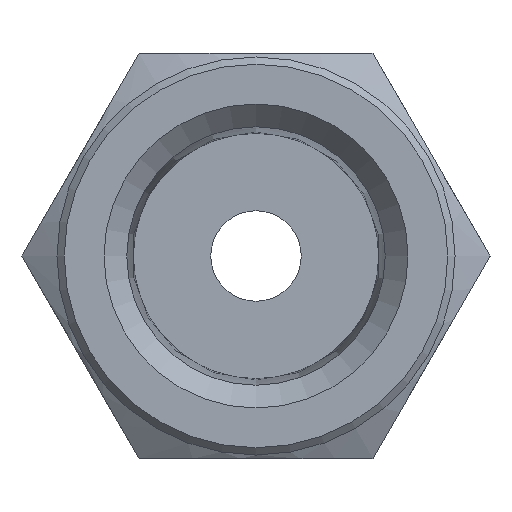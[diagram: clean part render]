
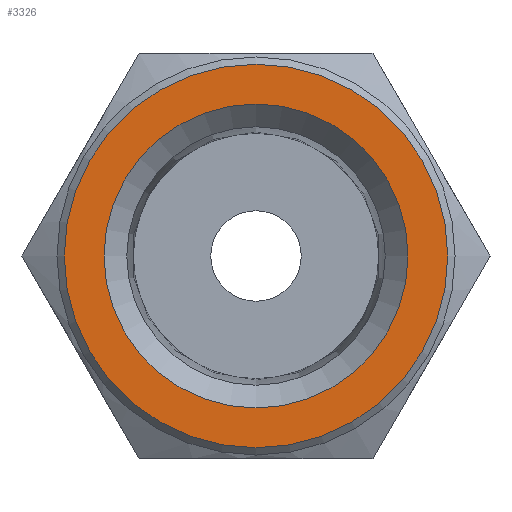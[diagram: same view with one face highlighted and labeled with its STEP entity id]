
A CAD part, left-side view. The second image highlights one B-rep face of the part: STEP entity #3326.
In plain terms, the highlighted planar face has unit normal (-1, 0, 0).
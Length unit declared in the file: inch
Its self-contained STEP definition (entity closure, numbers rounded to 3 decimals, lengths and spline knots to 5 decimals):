
#3231=CARTESIAN_POINT('',(0.0,0.,0.21));
#3232=VERTEX_POINT('',#3231);
#3233=CARTESIAN_POINT('',(0.0,0.,0.0));
#3234=DIRECTION('',(1.0,0.0,0.0));
#3235=DIRECTION('',(0.0,0.0,-1.0));
#3236=AXIS2_PLACEMENT_3D('',#3233,#3234,#3235);
#3237=CIRCLE('',#3236,0.21);
#3238=EDGE_CURVE('',#3232,#3232,#3237,.T.);
#3283=CARTESIAN_POINT('',(0.0,-0.265,0.));
#3284=VERTEX_POINT('',#3283);
#3285=CARTESIAN_POINT('',(0.0,0.0,0.0));
#3286=DIRECTION('',(1.0,0.0,0.0));
#3287=DIRECTION('',(0.0,1.0,0.0));
#3288=AXIS2_PLACEMENT_3D('',#3285,#3286,#3287);
#3289=CIRCLE('',#3288,0.265);
#3290=EDGE_CURVE('',#3284,#3284,#3289,.T.);
#3315=CARTESIAN_POINT('',(0.0,0.,0.));
#3316=DIRECTION('',(1.0,0.0,0.0));
#3317=DIRECTION('',(0.0,0.0,-1.0));
#3318=AXIS2_PLACEMENT_3D('',#3315,#3316,#3317);
#3319=PLANE('',#3318);
#3320=ORIENTED_EDGE('',*,*,#3290,.F.);
#3321=EDGE_LOOP('',(#3320));
#3322=FACE_OUTER_BOUND('',#3321,.T.);
#3323=ORIENTED_EDGE('',*,*,#3238,.T.);
#3324=EDGE_LOOP('',(#3323));
#3325=FACE_BOUND('',#3324,.T.);
#3326=ADVANCED_FACE('',(#3322,#3325),#3319,.F.);
